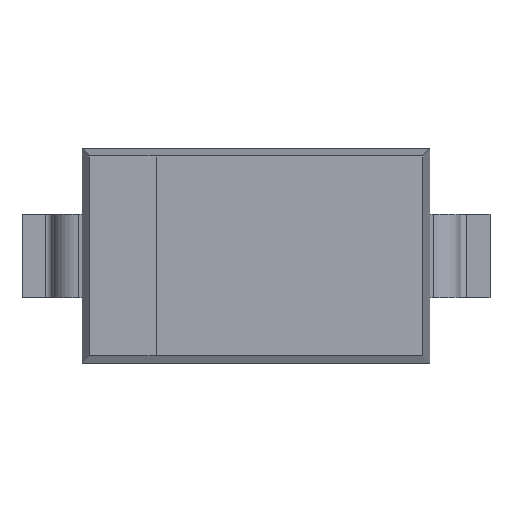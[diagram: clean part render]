
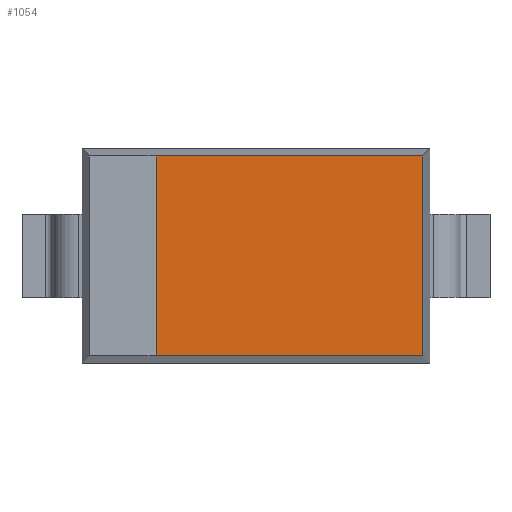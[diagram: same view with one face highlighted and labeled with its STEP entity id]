
A CAD part, top view. The second image highlights one B-rep face of the part: STEP entity #1054.
In plain terms, the highlighted planar face has unit normal (0, 0, 1).
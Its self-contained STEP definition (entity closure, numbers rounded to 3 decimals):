
#1015 = CARTESIAN_POINT ( 'NONE',  ( -0.747, -0.747, 1.2 ) ) ;
#1016 = VERTEX_POINT ( 'NONE', #1015 ) ;
#1017 = CARTESIAN_POINT ( 'NONE',  ( -0.747, 0.747, 1.2 ) ) ;
#1018 = VERTEX_POINT ( 'NONE', #1017 ) ;
#1019 = CARTESIAN_POINT ( 'NONE',  ( -0.747, -0.747, 1.2 ) ) ;
#1020 = DIRECTION ( 'NONE',  ( 0., 1., 0. ) ) ;
#1021 = VECTOR ( 'NONE', #1020, 1000. ) ;
#1022 = LINE ( 'NONE', #1019, #1021 ) ;
#1023 = EDGE_CURVE ( 'NONE', #1016, #1018, #1022, .T. ) ;
#1024 = ORIENTED_EDGE ( 'NONE', *, *, #1023, .F. ) ;
#1025 = CARTESIAN_POINT ( 'NONE',  ( 1.247, -0.747, 1.2 ) ) ;
#1026 = VERTEX_POINT ( 'NONE', #1025 ) ;
#1027 = CARTESIAN_POINT ( 'NONE',  ( 0., -0.747, 1.2 ) ) ;
#1028 = DIRECTION ( 'NONE',  ( 1., 0., 0. ) ) ;
#1029 = VECTOR ( 'NONE', #1028, 1000. ) ;
#1030 = LINE ( 'NONE', #1027, #1029 ) ;
#1031 = EDGE_CURVE ( 'NONE', #1016, #1026, #1030, .T. ) ;
#1032 = ORIENTED_EDGE ( 'NONE', *, *, #1031, .T. ) ;
#1033 = CARTESIAN_POINT ( 'NONE',  ( 1.247, 0.747, 1.2 ) ) ;
#1034 = VERTEX_POINT ( 'NONE', #1033 ) ;
#1035 = CARTESIAN_POINT ( 'NONE',  ( 1.247, 0., 1.2 ) ) ;
#1036 = DIRECTION ( 'NONE',  ( 0., 1., 0. ) ) ;
#1037 = VECTOR ( 'NONE', #1036, 1000. ) ;
#1038 = LINE ( 'NONE', #1035, #1037 ) ;
#1039 = EDGE_CURVE ( 'NONE', #1026, #1034, #1038, .T. ) ;
#1040 = ORIENTED_EDGE ( 'NONE', *, *, #1039, .T. ) ;
#1041 = CARTESIAN_POINT ( 'NONE',  ( 0., 0.747, 1.2 ) ) ;
#1042 = DIRECTION ( 'NONE',  ( -1., 0., 0. ) ) ;
#1043 = VECTOR ( 'NONE', #1042, 1000. ) ;
#1044 = LINE ( 'NONE', #1041, #1043 ) ;
#1045 = EDGE_CURVE ( 'NONE', #1034, #1018, #1044, .T. ) ;
#1046 = ORIENTED_EDGE ( 'NONE', *, *, #1045, .T. ) ;
#1047 = EDGE_LOOP ( 'NONE', ( #1024, #1032, #1040, #1046 ) ) ;
#1048 = FACE_OUTER_BOUND ( 'NONE', #1047, .T. ) ;
#1049 = CARTESIAN_POINT ( 'NONE',  ( 0., 0., 1.2 ) ) ;
#1050 = DIRECTION ( 'NONE',  ( 0., 0., -1. ) ) ;
#1051 = DIRECTION ( 'NONE',  ( 0., 1., 0. ) ) ;
#1052 = AXIS2_PLACEMENT_3D ( 'NONE', #1049, #1050, #1051 ) ;
#1053 = PLANE ( 'NONE', #1052 ) ;
#1054 = ADVANCED_FACE ( 'NONE', ( #1048 ), #1053, .F. ) ;
